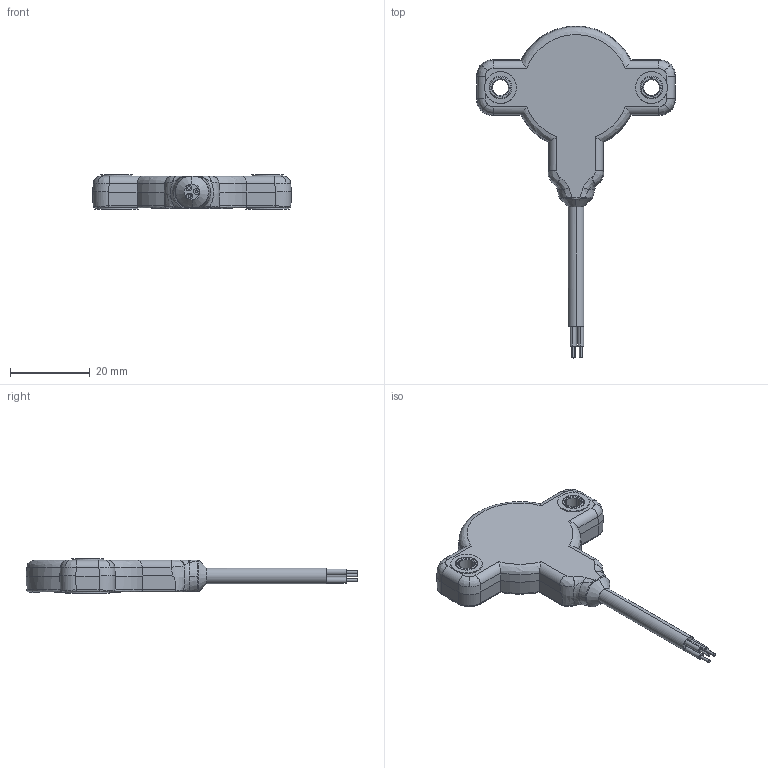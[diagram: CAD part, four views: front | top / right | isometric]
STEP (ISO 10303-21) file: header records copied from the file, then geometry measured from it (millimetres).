
FILE_DESCRIPTION (( 'STEP AP203' ), '1' );
FILE_NAME ('M097_ACW4.STEP', '2019-02-27T10:40:31', ( '' ), ( '' ), 'SwSTEP 2.0', 'SolidWorks 2017', '' );
FILE_SCHEMA (( 'CONFIG_CONTROL_DESIGN' ));
Length unit declared in the file: millimetre
Products named in the file (1): M097_ACW4
Bounding box: 50 x 83.5 x 8.6 mm (x, y, z)
Surface area: 4699.5 mm2 (no closed solid volume)
Topology: 0 solids, 7 shells, 329 faces, 939 edges, 608 vertices
Faces by surface type: bspline 120, plane 104, cylinder 69, cone 36
Entity records: 27086 total; most frequent: CARTESIAN_POINT 19425, ORIENTED_EDGE 1712, DIRECTION 1202, EDGE_CURVE 939, VERTEX_POINT 608, VECTOR 448, LINE 448, AXIS2_PLACEMENT_3D 377
